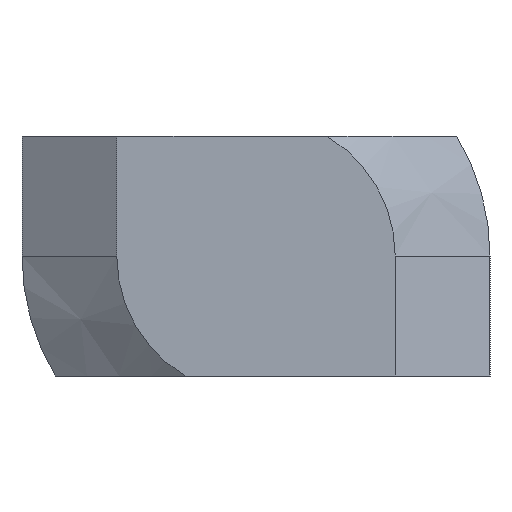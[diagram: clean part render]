
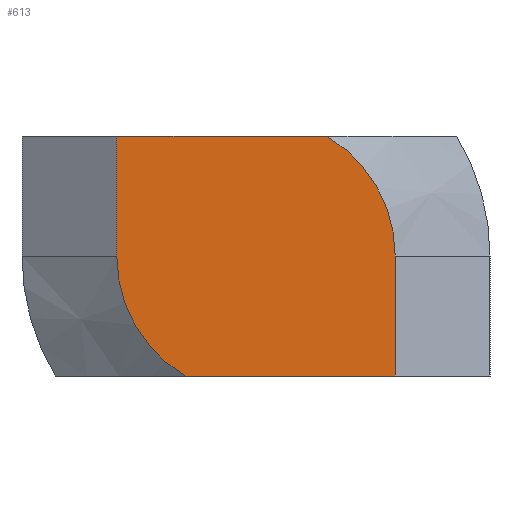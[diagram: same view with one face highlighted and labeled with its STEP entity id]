
A CAD part, front view. The second image highlights one B-rep face of the part: STEP entity #613.
In plain terms, the highlighted planar face has unit normal (0, -1, 0).
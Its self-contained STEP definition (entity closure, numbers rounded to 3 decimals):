
#12 = EDGE_LOOP ( 'NONE', ( #78, #308, #296, #124, #62, #480 ) ) ;
#46 = VERTEX_POINT ( 'NONE', #587 ) ;
#50 = LINE ( 'NONE', #402, #407 ) ;
#62 = ORIENTED_EDGE ( 'NONE', *, *, #453, .T. ) ;
#78 = ORIENTED_EDGE ( 'NONE', *, *, #439, .F. ) ;
#81 = VECTOR ( 'NONE', #156, 1000. ) ;
#91 = FACE_OUTER_BOUND ( 'NONE', #12, .T. ) ;
#124 = ORIENTED_EDGE ( 'NONE', *, *, #146, .T. ) ;
#128 = EDGE_CURVE ( 'NONE', #540, #173, #383, .T. ) ;
#146 = EDGE_CURVE ( 'NONE', #641, #46, #264, .T. ) ;
#156 = DIRECTION ( 'NONE',  ( 0., 0., -1. ) ) ;
#165 = CARTESIAN_POINT ( 'NONE',  ( -2.939, 0., -5. ) ) ;
#173 = VERTEX_POINT ( 'NONE', #492 ) ;
#180 = CARTESIAN_POINT ( 'NONE',  ( -5.8, 0., 5. ) ) ;
#194 = DIRECTION ( 'NONE',  ( 0., -1., 0. ) ) ;
#208 = DIRECTION ( 'NONE',  ( 0., 1., 0. ) ) ;
#215 = DIRECTION ( 'NONE',  ( 0., -1., 0. ) ) ;
#221 = CARTESIAN_POINT ( 'NONE',  ( 9.75, 0., 5. ) ) ;
#264 = LINE ( 'NONE', #736, #485 ) ;
#274 = LINE ( 'NONE', #380, #81 ) ;
#285 = DIRECTION ( 'NONE',  ( 0., 0., 1. ) ) ;
#296 = ORIENTED_EDGE ( 'NONE', *, *, #495, .T. ) ;
#308 = ORIENTED_EDGE ( 'NONE', *, *, #359, .T. ) ;
#310 = VERTEX_POINT ( 'NONE', #616 ) ;
#312 = DIRECTION ( 'NONE',  ( 1., 0., 0. ) ) ;
#359 = EDGE_CURVE ( 'NONE', #685, #310, #274, .T. ) ;
#378 = CARTESIAN_POINT ( 'NONE',  ( 9.75, 0., 5. ) ) ;
#380 = CARTESIAN_POINT ( 'NONE',  ( -5.8, 0., 5. ) ) ;
#383 = CIRCLE ( 'NONE', #706, 5.8 ) ;
#393 = AXIS2_PLACEMENT_3D ( 'NONE', #737, #215, #615 ) ;
#402 = CARTESIAN_POINT ( 'NONE',  ( 5.8, 0., -9.75 ) ) ;
#407 = VECTOR ( 'NONE', #285, 1000. ) ;
#439 = EDGE_CURVE ( 'NONE', #685, #173, #470, .T. ) ;
#453 = EDGE_CURVE ( 'NONE', #46, #540, #50, .T. ) ;
#470 = LINE ( 'NONE', #221, #668 ) ;
#480 = ORIENTED_EDGE ( 'NONE', *, *, #128, .T. ) ;
#485 = VECTOR ( 'NONE', #614, 1000. ) ;
#492 = CARTESIAN_POINT ( 'NONE',  ( 2.939, 0., 5. ) ) ;
#495 = EDGE_CURVE ( 'NONE', #310, #641, #609, .T. ) ;
#503 = DIRECTION ( 'NONE',  ( 0., 0., 1. ) ) ;
#540 = VERTEX_POINT ( 'NONE', #743 ) ;
#587 = CARTESIAN_POINT ( 'NONE',  ( 5.8, 0., -5. ) ) ;
#607 = CARTESIAN_POINT ( 'NONE',  ( 0., 0., 0. ) ) ;
#609 = CIRCLE ( 'NONE', #393, 5.8 ) ;
#613 = ADVANCED_FACE ( 'NONE', ( #91 ), #739, .F. ) ;
#614 = DIRECTION ( 'NONE',  ( 1., 0., 0. ) ) ;
#615 = DIRECTION ( 'NONE',  ( -1., 0., 0. ) ) ;
#616 = CARTESIAN_POINT ( 'NONE',  ( -5.8, 0., 0. ) ) ;
#633 = DIRECTION ( 'NONE',  ( 1., 0., 0. ) ) ;
#641 = VERTEX_POINT ( 'NONE', #165 ) ;
#668 = VECTOR ( 'NONE', #633, 1000. ) ;
#677 = AXIS2_PLACEMENT_3D ( 'NONE', #378, #208, #503 ) ;
#685 = VERTEX_POINT ( 'NONE', #180 ) ;
#706 = AXIS2_PLACEMENT_3D ( 'NONE', #607, #194, #312 ) ;
#736 = CARTESIAN_POINT ( 'NONE',  ( 9.75, 0., -5. ) ) ;
#737 = CARTESIAN_POINT ( 'NONE',  ( 0., 0., 0. ) ) ;
#739 = PLANE ( 'NONE',  #677 ) ;
#743 = CARTESIAN_POINT ( 'NONE',  ( 5.8, 0., 0. ) ) ;
